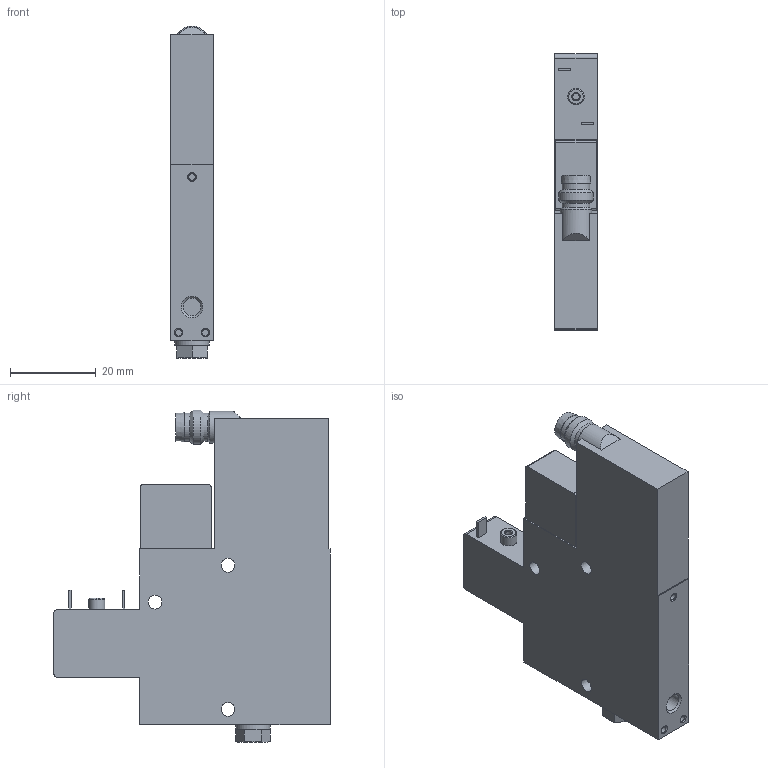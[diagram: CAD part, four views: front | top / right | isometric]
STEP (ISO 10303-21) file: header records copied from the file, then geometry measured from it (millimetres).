
FILE_DESCRIPTION(/* description */ ('STEP AP214'),/* implementation_level */ '2;1');
FILE_NAME(/* name */ '162513_VADM-45-N',/* time_stamp */ '2024-09-16T06:21:16+02:00',/* author */ ('License CC BY-ND 4.0'),/* organization */ ('CADENAS'),/* preprocessor_version */ 'ST-DEVELOPER v19.3',/* originating_system */ 'PARTsolutions',/* authorisation */ ' ');
FILE_SCHEMA (('AUTOMOTIVE_DESIGN {1 0 10303 214 3 1 1}'));
Length unit declared in the file: millimetre
Products named in the file (3): 162513 VADM-45-N---(0); 162513 VADM-45-N---(0_p); 3843 B-M5
Assembly tree (2 placements, depth 2):
  162513 VADM-45-N---(0)
    162513 VADM-45-N---(0_p)
    3843 B-M5
Bounding box: 10 x 64.4 x 77.4 mm (x, y, z)
Volume: 31858.6 mm3; surface area: 10719.2 mm2
Topology: 2 solids, 2 shells, 117 faces, 245 edges, 152 vertices
Faces by surface type: plane 62, cylinder 28, cone 27
Full cylindrical faces by diameter (mm): 1 x4, 1.5 x1, 1.567 x3, 3.2 x3, 3.8 x1, 4.134 x3, 5 x1, 5.5 x1, 6.5 x3, 7.4 x1, 7.7 x1, 8 x1, 8.085 x1
Entity records: 3566 total; most frequent: CARTESIAN_POINT 544, DIRECTION 506, ORIENTED_EDGE 406, AXIS2_PLACEMENT_3D 207, EDGE_CURVE 203, EDGE_LOOP 182, FACE_BOUND 182, VERTEX_POINT 149
